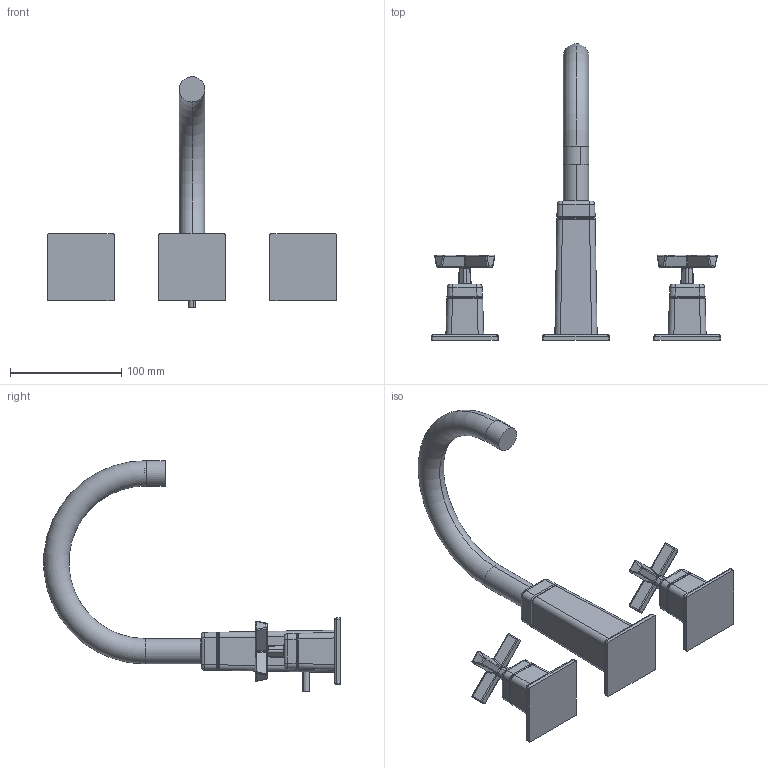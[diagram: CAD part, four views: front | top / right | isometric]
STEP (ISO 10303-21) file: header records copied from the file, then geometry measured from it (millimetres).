
FILE_DESCRIPTION (( 'STEP AP203' ), '1' );
FILE_NAME ('50412201.STEP', '2017-03-17T12:58:59', ( '' ), ( '' ), 'SwSTEP 2.0', 'SolidWorks 2016', '' );
FILE_SCHEMA (( 'CONFIG_CONTROL_DESIGN' ));
Length unit declared in the file: millimetre
Products named in the file (1): 50412201
Bounding box: 260 x 266.43 x 207.39 mm (x, y, z)
Surface area: 99248.8 mm2 (no closed solid volume)
Topology: 0 solids, 15 shells, 476 faces, 1059 edges, 596 vertices
Faces by surface type: cylinder 209, bspline 114, plane 111, sphere 40, torus 2
Entity records: 19738 total; most frequent: CARTESIAN_POINT 10163, ORIENTED_EDGE 2058, DIRECTION 1887, EDGE_CURVE 1029, AXIS2_PLACEMENT_3D 740, VERTEX_POINT 586, EDGE_LOOP 479, FACE_OUTER_BOUND 476
